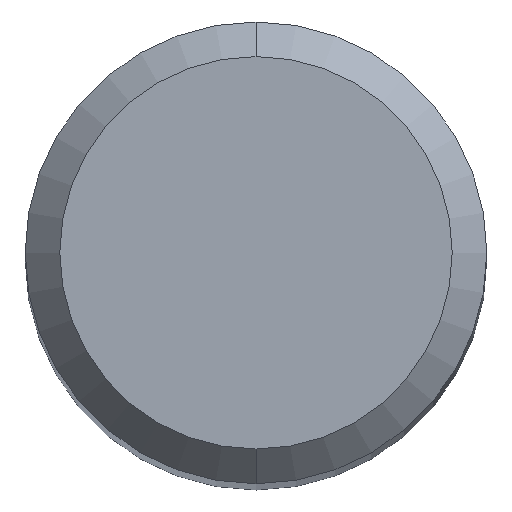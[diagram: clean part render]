
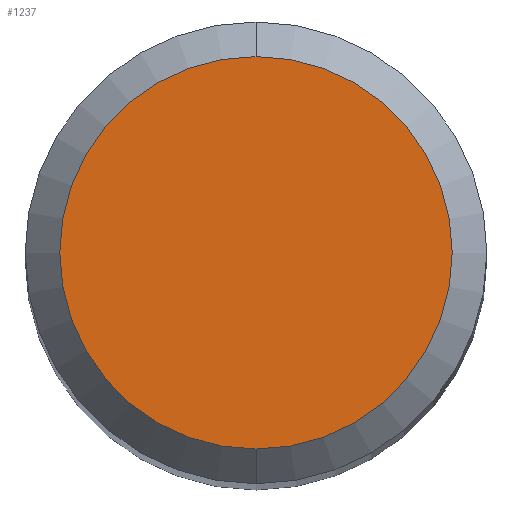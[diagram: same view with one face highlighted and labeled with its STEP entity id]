
A CAD part, top view. The second image highlights one B-rep face of the part: STEP entity #1237.
In plain terms, the highlighted planar face has unit normal (0, 0, 1).
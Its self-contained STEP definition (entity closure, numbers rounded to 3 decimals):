
#763=EDGE_CURVE('',#1161,#1059,#1643,.T.);
#881=EDGE_CURVE('',#1059,#1161,#1771,.T.);
#1059=VERTEX_POINT('',#1965);
#1161=VERTEX_POINT('',#2075);
#1237=ADVANCED_FACE('',(#2153),#2154,.T.);
#1643=CIRCLE('',#3520,1.7);
#1771=CIRCLE('',#3905,1.7);
#1965=CARTESIAN_POINT('',(0.,-1.7,0.0));
#2075=CARTESIAN_POINT('',(0.0,1.7,0.0));
#2153=FACE_OUTER_BOUND('',#5885,.T.);
#2154=PLANE('',#5886);
#3520=AXIS2_PLACEMENT_3D('',#6632,#6633,#6634);
#3905=AXIS2_PLACEMENT_3D('',#6756,#6757,#6758);
#5885=EDGE_LOOP('',(#7097,#7098));
#5886=AXIS2_PLACEMENT_3D('',#7099,#7100,#7101);
#6632=CARTESIAN_POINT('',(0.0,0.0,0.0));
#6633=DIRECTION('',(0.0,0.0,-1.0));
#6634=DIRECTION('',(0.0,1.0,0.0));
#6756=CARTESIAN_POINT('',(0.0,0.0,0.0));
#6757=DIRECTION('',(0.0,0.0,-1.0));
#6758=DIRECTION('',(0.0,1.0,0.0));
#7097=ORIENTED_EDGE('',*,*,#763,.F.);
#7098=ORIENTED_EDGE('',*,*,#881,.F.);
#7099=CARTESIAN_POINT('',(0.0,0.85,0.0));
#7100=DIRECTION('',(-0.0,0.0,1.0));
#7101=DIRECTION('',(0.0,-1.0,0.0));
